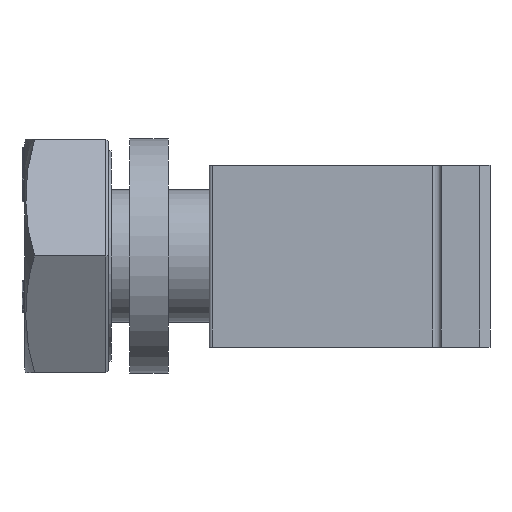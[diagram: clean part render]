
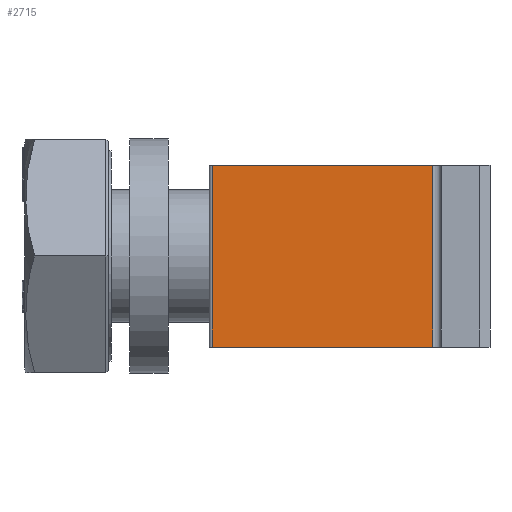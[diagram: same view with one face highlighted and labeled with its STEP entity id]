
A CAD part, left-side view. The second image highlights one B-rep face of the part: STEP entity #2715.
In plain terms, the highlighted planar face has unit normal (-1, 0, 0).
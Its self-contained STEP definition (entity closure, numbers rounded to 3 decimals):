
#2588 = VERTEX_POINT('',#2589);
#2589 = CARTESIAN_POINT('',(-4.318,0.152,0.));
#2596 = EDGE_CURVE('',#2597,#2588,#2599,.T.);
#2597 = VERTEX_POINT('',#2598);
#2598 = CARTESIAN_POINT('',(-4.318,10.516,0.));
#2599 = LINE('',#2600,#2601);
#2600 = CARTESIAN_POINT('',(-4.318,10.668,0.));
#2601 = VECTOR('',#2602,1.);
#2602 = DIRECTION('',(0.,-1.,0.));
#2690 = VERTEX_POINT('',#2691);
#2691 = CARTESIAN_POINT('',(-4.318,0.152,8.534));
#2698 = EDGE_CURVE('',#2690,#2588,#2699,.T.);
#2699 = LINE('',#2700,#2701);
#2700 = CARTESIAN_POINT('',(-4.318,0.152,0.));
#2701 = VECTOR('',#2702,1.);
#2702 = DIRECTION('',(0.,0.,-1.));
#2715 = ADVANCED_FACE('',(#2716),#2734,.T.);
#2716 = FACE_BOUND('',#2717,.T.);
#2717 = EDGE_LOOP('',(#2718,#2719,#2727,#2733));
#2718 = ORIENTED_EDGE('',*,*,#2698,.F.);
#2719 = ORIENTED_EDGE('',*,*,#2720,.T.);
#2720 = EDGE_CURVE('',#2690,#2721,#2723,.T.);
#2721 = VERTEX_POINT('',#2722);
#2722 = CARTESIAN_POINT('',(-4.318,10.516,8.534));
#2723 = LINE('',#2724,#2725);
#2724 = CARTESIAN_POINT('',(-4.318,10.668,8.534));
#2725 = VECTOR('',#2726,1.);
#2726 = DIRECTION('',(0.,1.,0.));
#2727 = ORIENTED_EDGE('',*,*,#2728,.F.);
#2728 = EDGE_CURVE('',#2597,#2721,#2729,.T.);
#2729 = LINE('',#2730,#2731);
#2730 = CARTESIAN_POINT('',(-4.318,10.516,0.));
#2731 = VECTOR('',#2732,1.);
#2732 = DIRECTION('',(0.,0.,1.));
#2733 = ORIENTED_EDGE('',*,*,#2596,.T.);
#2734 = PLANE('',#2735);
#2735 = AXIS2_PLACEMENT_3D('',#2736,#2737,#2738);
#2736 = CARTESIAN_POINT('',(-4.318,0.,0.));
#2737 = DIRECTION('',(-1.,0.,0.));
#2738 = DIRECTION('',(0.,0.,1.));
